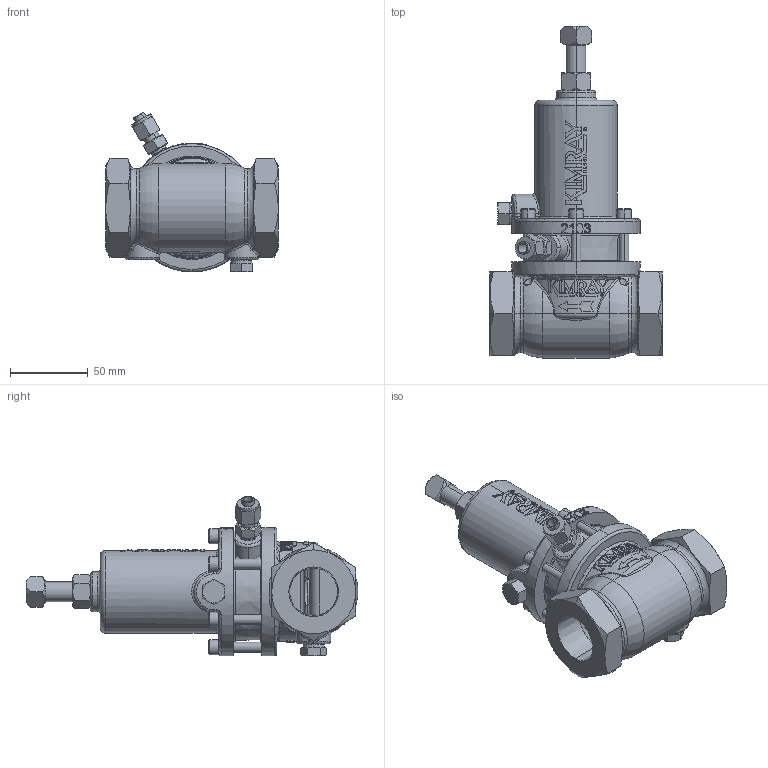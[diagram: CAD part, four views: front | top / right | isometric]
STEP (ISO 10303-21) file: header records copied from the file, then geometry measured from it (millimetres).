
FILE_DESCRIPTION (( 'STEP AP203' ), '1' );
FILE_NAME ('1 INCH 112 SMT ADA (ABC).STEP', '2014-01-22T19:47:06', ( 'PCTech' ), ( 'Microsoft' ), 'SwSTEP 2.0', 'SolidWorks 2013', '' );
FILE_SCHEMA (( 'CONFIG_CONTROL_DESIGN' ));
Length unit declared in the file: inch
Products named in the file (1): 1 INCH 112 SMT ADA (ABC)
Bounding box: 111.12 x 213.78 x 102.9 mm (x, y, z)
Volume: 549106.5 mm3; surface area: 89599.3 mm2
Topology: 2 solids, 2 shells, 1175 faces, 3073 edges, 1944 vertices
Faces by surface type: plane 496, bspline 269, cylinder 212, cone 112, torus 67, sphere 19
Entity records: 58133 total; most frequent: CARTESIAN_POINT 31704, ORIENTED_EDGE 6094, DIRECTION 4697, EDGE_CURVE 3047, VERTEX_POINT 1944, AXIS2_PLACEMENT_3D 1803, EDGE_LOOP 1255, FACE_OUTER_BOUND 1175
